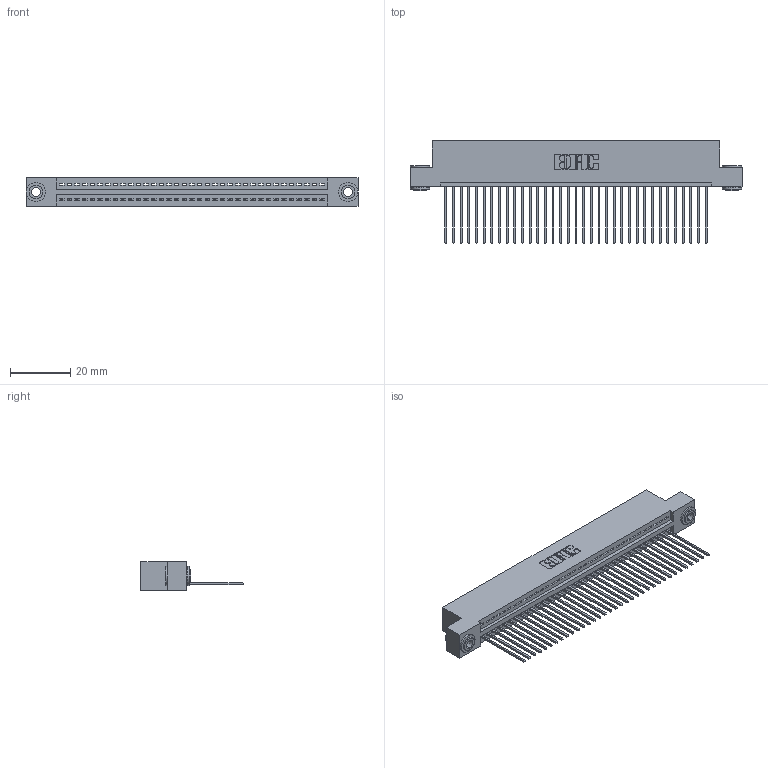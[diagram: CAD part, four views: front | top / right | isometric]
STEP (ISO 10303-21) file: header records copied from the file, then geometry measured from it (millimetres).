
FILE_DESCRIPTION (( 'STEP AP203' ), '1' );
FILE_NAME ('345-035-541-103.STEP', '2018-08-29T06:54:49', ( '' ), ( '' ), 'SwSTEP 2.0', 'SolidWorks 2016', '' );
FILE_SCHEMA (( 'CONFIG_CONTROL_DESIGN' ));
Length unit declared in the file: inch
Products named in the file (4): 345 Part_Flush Mounting Lugs - 0.156 Dia-TH; 345-292-001_345-293-141; 345-250-002_345-250-002-102; 345-035-541-103
Assembly tree (38 placements, depth 2):
  345-035-541-103
    345 Part_Flush Mounting Lugs - 0.156 Dia-TH
    345-292-001_345-293-141  x35
    345-250-002_345-250-002-102  x2
Bounding box: 110.11 x 33.96 x 9.4 mm (x, y, z)
Volume: 10535.8 mm3; surface area: 14800.1 mm2
Topology: 38 solids, 38 shells, 2194 faces, 6577 edges, 4334 vertices
Faces by surface type: plane 1490, cylinder 696, cone 8
Entity records: 27952 total; most frequent: CARTESIAN_POINT 4820, ORIENTED_EDGE 4782, DIRECTION 4251, EDGE_CURVE 2391, VECTOR 2095, LINE 2095, VERTEX_POINT 1590, AXIS2_PLACEMENT_3D 1078
